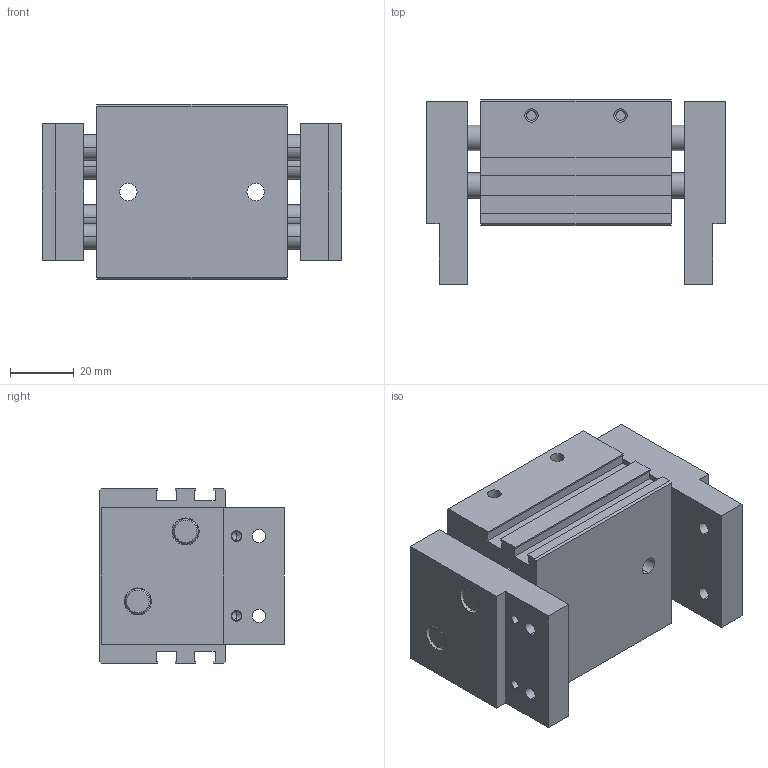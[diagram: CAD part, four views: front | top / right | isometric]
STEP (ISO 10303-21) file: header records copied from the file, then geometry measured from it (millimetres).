
FILE_DESCRIPTION (( 'STEP AP203' ), '1' );
FILE_NAME ('PLE-16 C 15+15.STEP', '2007-03-17T10:14:25', ( 'Utente' ), ( '' ), 'SwSTEP 2.0', 'SolidWorks 2004231', '' );
FILE_SCHEMA (( 'CONFIG_CONTROL_DESIGN' ));
Length unit declared in the file: millimetre
Products named in the file (3): Griffa; Corpo; PLE-16 C 15+15
Assembly tree (3 placements, depth 2):
  PLE-16 C 15+15
    Corpo
    Griffa  x2
Bounding box: 94 x 58 x 55 mm (x, y, z)
Volume: 178510.9 mm3; surface area: 50988.8 mm2
Topology: 3 solids, 3 shells, 212 faces, 547 edges, 330 vertices
Faces by surface type: cylinder 81, plane 70, cone 61
Entity records: 5631 total; most frequent: CARTESIAN_POINT 1033, DIRECTION 924, ORIENTED_EDGE 854, EDGE_CURVE 427, AXIS2_PLACEMENT_3D 329, VERTEX_POINT 272, LINE 266, VECTOR 266
